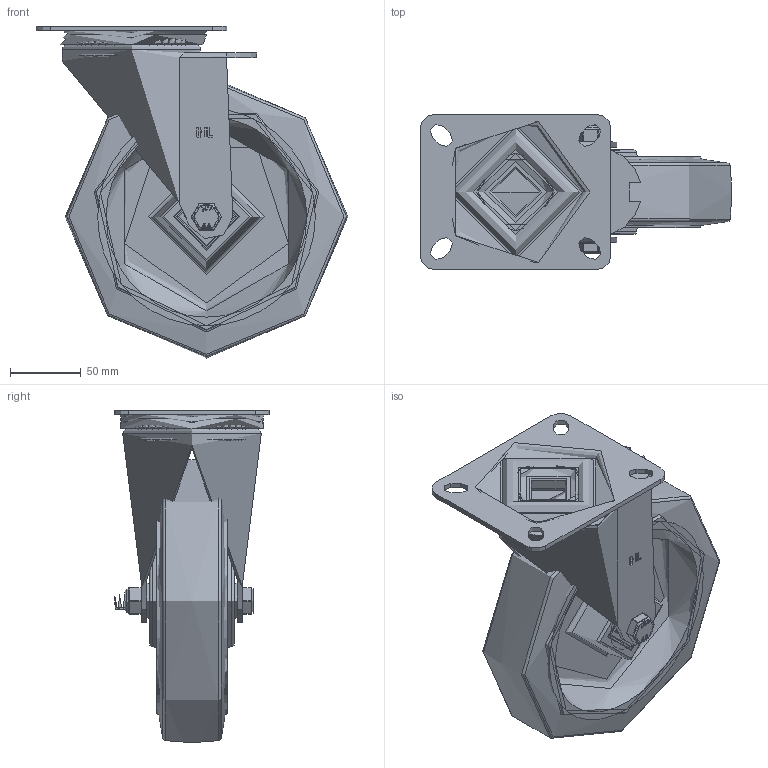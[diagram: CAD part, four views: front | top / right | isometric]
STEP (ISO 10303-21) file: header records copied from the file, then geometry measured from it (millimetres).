
FILE_DESCRIPTION(/* description */ (''),/* implementation_level */ '2;1');
FILE_NAME(/* name */ 'BZMM200SRNBJ.step',/* time_stamp */ '2024-08-14T10:44:41+01:00',/* author */ (''),/* organization */ (''),/* preprocessor_version */ 'ST-DEVELOPER v20',/* originating_system */ 'Autodesk Translation Framework v13.14.0.145',/* authorisation */ '');
FILE_SCHEMA (('AUTOMOTIVE_DESIGN { 1 0 10303 214 3 1 1 }'));
Length unit declared in the file: millimetre
Products named in the file (31): BZMM200SRNBJ; BZMM200AS - 2 - 64 v1; ZINC PLATED, PRESSED STEEL TOP PLATE; ZINC PLATED, PRESSED STEEL TOP PLATE Geometry; BALL BEARINGS; Component1; ZINC PLATED, PRESSED STEEL FORK; BEARING SEAL; BZH200WSRNBJM20 v1; 65 SHORE A ELASTIC RUBBER TYRE; NYLON RIM; BEARING6204; BALL BEARINGS (1); BEARING6204 (1); BALL BEARINGS (1) (1); Component3; INNER; OUTER; MIDDLE; RUBBER; BEARING SPACER; TH20X2X12 v1; ZINC PLATED HEADED SPACER; TH20X2X12 v1 (1); ZINC PLATED HEADED SPACER (1); HEXBOLTM12X90Z8.8 v2; GRADE 8.8 ZINC PLATED BOLT; NYLOCM12Z v1; NYLOC NUT; NUT; RUBBER (1)
Assembly tree (88 placements, depth 5):
  BZMM200SRNBJ
    BZMM200AS - 2 - 64 v1
      ZINC PLATED, PRESSED STEEL TOP PLATE
        ZINC PLATED, PRESSED STEEL TOP PLATE Geometry
        BALL BEARINGS
          Component1  x40
      ZINC PLATED, PRESSED STEEL FORK
      BEARING SEAL
    BZH200WSRNBJM20 v1
      65 SHORE A ELASTIC RUBBER TYRE
      NYLON RIM
      BEARING6204
        INNER
        OUTER
        BALL BEARINGS (1)
          Component3  x8
        MIDDLE
        RUBBER
      BEARING6204 (1)
        BALL BEARINGS (1) (1)
          Component3  x8
        INNER
        OUTER
        MIDDLE
        RUBBER
      BEARING SPACER
    TH20X2X12 v1
      ZINC PLATED HEADED SPACER
    TH20X2X12 v1 (1)
      ZINC PLATED HEADED SPACER (1)
    HEXBOLTM12X90Z8.8 v2
      GRADE 8.8 ZINC PLATED BOLT
    NYLOCM12Z v1
      NYLOC NUT
        NUT
        RUBBER (1)
Bounding box: 220.5 x 110 x 234.88 mm (x, y, z)
Volume: 1230864.6 mm3; surface area: 318211.3 mm2
Topology: 77 solids, 77 shells, 1159 faces, 2945 edges, 1951 vertices
Faces by surface type: plane 464, bspline 337, cylinder 206, sphere 106, torus 33, cone 13
Full cylindrical faces by diameter (mm): 9.836 x16, 11.834 x16, 12 x3, 12.2 x4, 14 x2, 17.75 x1, 18.5 x1, 19.8 x2, 20 x3, 24 x1, 25 x2, 27 x2, 28.5 x8, 30.8 x4, 31.3 x4, 33.75 x1, 39.75 x1, 40.3 x4, 40.5 x4, 40.8 x4, 42 x10, 44 x1, 47 x4, 50 x1, 55 x1, 78 x1, 91 x1, 98 x1, 154 x2
Entity records: 34846 total; most frequent: CARTESIAN_POINT 16631, ORIENTED_EDGE 3726, DIRECTION 3213, EDGE_CURVE 1863, VERTEX_POINT 1235, AXIS2_PLACEMENT_3D 1194, EDGE_LOOP 914, LINE 825
